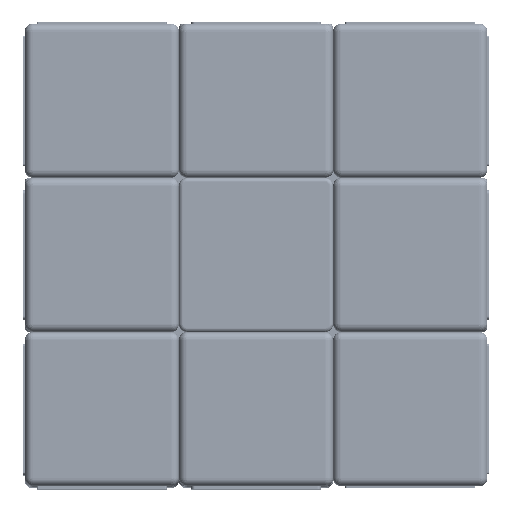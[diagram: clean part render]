
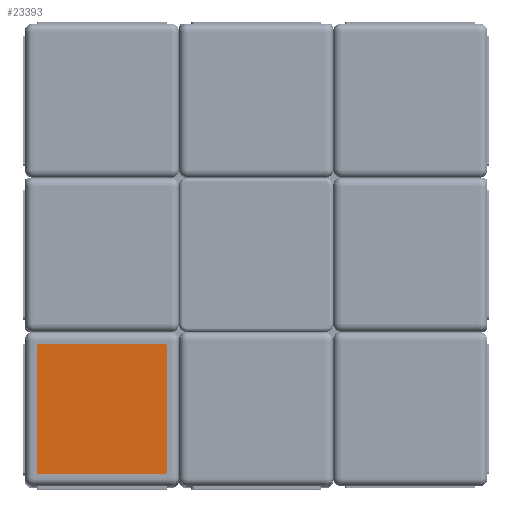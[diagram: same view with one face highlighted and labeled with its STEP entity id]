
A CAD part, left-side view. The second image highlights one B-rep face of the part: STEP entity #23393.
In plain terms, the highlighted planar face has unit normal (1, 0, 0).
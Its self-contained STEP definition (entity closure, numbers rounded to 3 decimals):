
#23325=AXIS2_PLACEMENT_3D('Plane Axis2P3D',#23322,#23323,#23324) ;
#23338=AXIS2_PLACEMENT_3D('Circle Axis2P3D',#23336,#23337,$) ;
#23352=AXIS2_PLACEMENT_3D('Circle Axis2P3D',#23350,#23351,$) ;
#23366=AXIS2_PLACEMENT_3D('Circle Axis2P3D',#23364,#23365,$) ;
#23380=AXIS2_PLACEMENT_3D('Circle Axis2P3D',#23378,#23379,$) ;
#23322=CARTESIAN_POINT('Axis2P3D Location',(-28.7,0.,0.)) ;
#23327=CARTESIAN_POINT('Line Origine',(-28.7,19.,-27.)) ;
#23331=CARTESIAN_POINT('Vertex',(-28.7,26.8,-27.)) ;
#23333=CARTESIAN_POINT('Vertex',(-28.7,11.2,-27.)) ;
#23336=CARTESIAN_POINT('Axis2P3D Location',(-28.7,26.8,-26.8)) ;
#23340=CARTESIAN_POINT('Vertex',(-28.7,27.,-26.8)) ;
#23343=CARTESIAN_POINT('Line Origine',(-28.7,27.,-19.)) ;
#23347=CARTESIAN_POINT('Vertex',(-28.7,27.,-11.2)) ;
#23350=CARTESIAN_POINT('Axis2P3D Location',(-28.7,26.8,-11.2)) ;
#23354=CARTESIAN_POINT('Vertex',(-28.7,26.8,-11.)) ;
#23357=CARTESIAN_POINT('Line Origine',(-28.7,19.,-11.)) ;
#23361=CARTESIAN_POINT('Vertex',(-28.7,11.2,-11.)) ;
#23364=CARTESIAN_POINT('Axis2P3D Location',(-28.7,11.2,-11.2)) ;
#23368=CARTESIAN_POINT('Vertex',(-28.7,11.,-11.2)) ;
#23371=CARTESIAN_POINT('Line Origine',(-28.7,11.,-19.)) ;
#23375=CARTESIAN_POINT('Vertex',(-28.7,11.,-26.8)) ;
#23378=CARTESIAN_POINT('Axis2P3D Location',(-28.7,11.2,-26.8)) ;
#23323=DIRECTION('Axis2P3D Direction',(-1.,0.,0.)) ;
#23324=DIRECTION('Axis2P3D XDirection',(0.,1.,0.)) ;
#23328=DIRECTION('Vector Direction',(0.,1.,0.)) ;
#23337=DIRECTION('Axis2P3D Direction',(-1.,0.,0.)) ;
#23344=DIRECTION('Vector Direction',(0.,0.,-1.)) ;
#23351=DIRECTION('Axis2P3D Direction',(-1.,0.,0.)) ;
#23358=DIRECTION('Vector Direction',(0.,-1.,0.)) ;
#23365=DIRECTION('Axis2P3D Direction',(-1.,0.,0.)) ;
#23372=DIRECTION('Vector Direction',(0.,0.,1.)) ;
#23379=DIRECTION('Axis2P3D Direction',(-1.,0.,0.)) ;
#23329=VECTOR('Line Direction',#23328,1.) ;
#23345=VECTOR('Line Direction',#23344,1.) ;
#23359=VECTOR('Line Direction',#23358,1.) ;
#23373=VECTOR('Line Direction',#23372,1.) ;
#23384=ORIENTED_EDGE('',*,*,#23335,.F.) ;
#23385=ORIENTED_EDGE('',*,*,#23342,.F.) ;
#23386=ORIENTED_EDGE('',*,*,#23349,.F.) ;
#23387=ORIENTED_EDGE('',*,*,#23356,.F.) ;
#23388=ORIENTED_EDGE('',*,*,#23363,.F.) ;
#23389=ORIENTED_EDGE('',*,*,#23370,.F.) ;
#23390=ORIENTED_EDGE('',*,*,#23377,.F.) ;
#23391=ORIENTED_EDGE('',*,*,#23382,.F.) ;
#23393=ADVANCED_FACE('Surface.32',(#23392),#23326,.F.) ;
#23339=CIRCLE('generated circle',#23338,0.2) ;
#23353=CIRCLE('generated circle',#23352,0.2) ;
#23367=CIRCLE('generated circle',#23366,0.2) ;
#23381=CIRCLE('generated circle',#23380,0.2) ;
#23335=EDGE_CURVE('',#23332,#23334,#23330,.F.) ;
#23342=EDGE_CURVE('',#23341,#23332,#23339,.T.) ;
#23349=EDGE_CURVE('',#23348,#23341,#23346,.T.) ;
#23356=EDGE_CURVE('',#23355,#23348,#23353,.T.) ;
#23363=EDGE_CURVE('',#23362,#23355,#23360,.F.) ;
#23370=EDGE_CURVE('',#23369,#23362,#23367,.T.) ;
#23377=EDGE_CURVE('',#23376,#23369,#23374,.T.) ;
#23382=EDGE_CURVE('',#23334,#23376,#23381,.T.) ;
#23383=EDGE_LOOP('',(#23384,#23385,#23386,#23387,#23388,#23389,#23390,#23391)) ;
#23392=FACE_OUTER_BOUND('',#23383,.T.) ;
#23330=LINE('Line',#23327,#23329) ;
#23346=LINE('Line',#23343,#23345) ;
#23360=LINE('Line',#23357,#23359) ;
#23374=LINE('Line',#23371,#23373) ;
#23326=PLANE('Plane',#23325) ;
#23332=VERTEX_POINT('',#23331) ;
#23334=VERTEX_POINT('',#23333) ;
#23341=VERTEX_POINT('',#23340) ;
#23348=VERTEX_POINT('',#23347) ;
#23355=VERTEX_POINT('',#23354) ;
#23362=VERTEX_POINT('',#23361) ;
#23369=VERTEX_POINT('',#23368) ;
#23376=VERTEX_POINT('',#23375) ;
